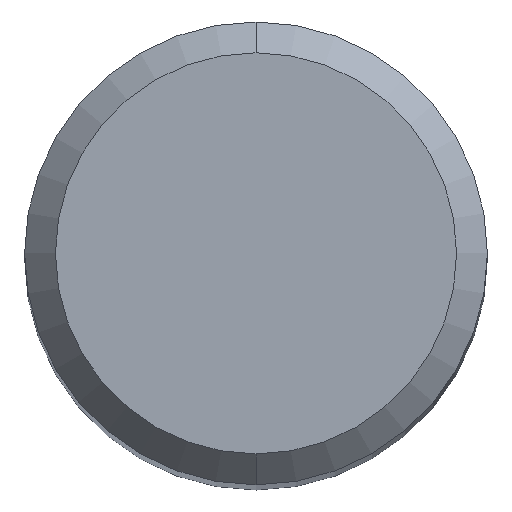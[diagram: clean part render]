
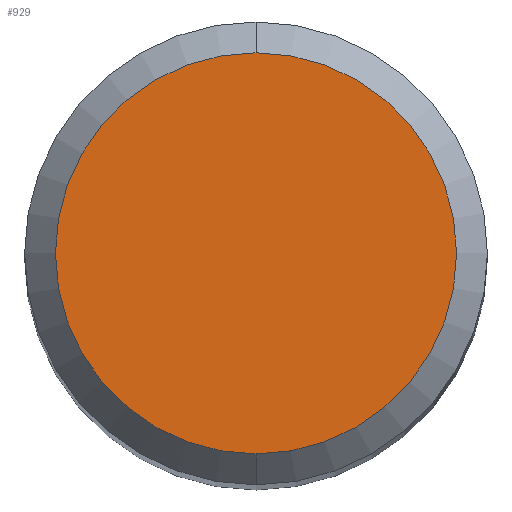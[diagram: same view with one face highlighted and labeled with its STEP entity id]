
A CAD part, top view. The second image highlights one B-rep face of the part: STEP entity #929.
In plain terms, the highlighted planar face has unit normal (0, 0, 1).
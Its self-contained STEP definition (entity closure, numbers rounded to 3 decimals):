
#361=VERTEX_POINT('',#982);
#523=EDGE_CURVE('',#361,#865,#1159,.T.);
#743=EDGE_CURVE('',#865,#361,#1392,.T.);
#865=VERTEX_POINT('',#1530);
#929=ADVANCED_FACE('',(#1603),#1604,.T.);
#982=CARTESIAN_POINT('',(0.0,2.6,0.0));
#1159=CIRCLE('',#3902,2.6);
#1392=CIRCLE('',#6202,2.6);
#1530=CARTESIAN_POINT('',(0.,-2.6,0.0));
#1603=FACE_OUTER_BOUND('',#9468,.T.);
#1604=PLANE('',#9469);
#3902=AXIS2_PLACEMENT_3D('',#9676,#9677,#9678);
#6202=AXIS2_PLACEMENT_3D('',#9850,#9851,#9852);
#9468=EDGE_LOOP('',(#10154,#10155));
#9469=AXIS2_PLACEMENT_3D('',#10156,#10157,#10158);
#9676=CARTESIAN_POINT('',(0.0,0.0,0.0));
#9677=DIRECTION('',(0.0,0.0,-1.0));
#9678=DIRECTION('',(0.0,1.0,0.0));
#9850=CARTESIAN_POINT('',(0.0,0.0,0.0));
#9851=DIRECTION('',(0.0,0.0,-1.0));
#9852=DIRECTION('',(0.0,1.0,0.0));
#10154=ORIENTED_EDGE('',*,*,#523,.F.);
#10155=ORIENTED_EDGE('',*,*,#743,.F.);
#10156=CARTESIAN_POINT('',(0.0,1.3,0.0));
#10157=DIRECTION('',(-0.0,0.0,1.0));
#10158=DIRECTION('',(0.0,-1.0,0.0));
